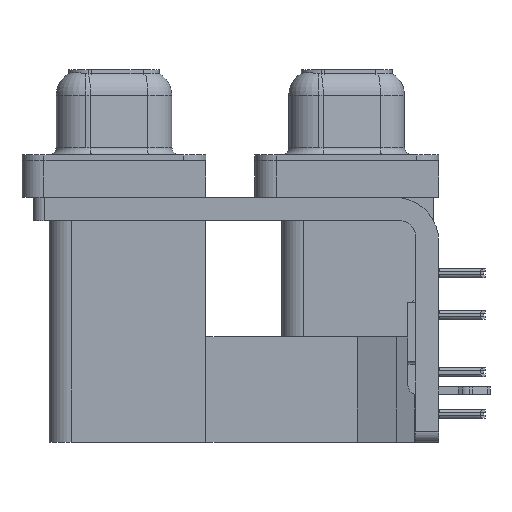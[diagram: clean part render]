
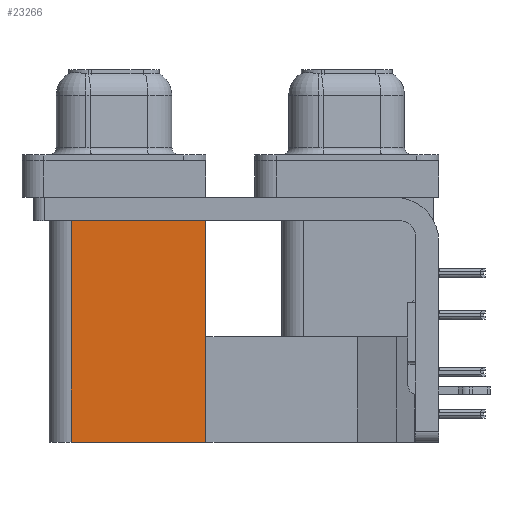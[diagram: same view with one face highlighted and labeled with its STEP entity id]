
A CAD part, left-side view. The second image highlights one B-rep face of the part: STEP entity #23266.
In plain terms, the highlighted planar face has unit normal (-1, 0, 0).
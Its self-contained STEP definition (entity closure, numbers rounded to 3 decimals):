
#153 = DIRECTION ( 'NONE',  ( 1., 0., 0. ) ) ;
#856 = VERTEX_POINT ( 'NONE', #14194 ) ;
#1043 = EDGE_CURVE ( 'NONE', #856, #24721, #4435, .T. ) ;
#2450 = DIRECTION ( 'NONE',  ( 0., 0., 1. ) ) ;
#3730 = FACE_OUTER_BOUND ( 'NONE', #33650, .T. ) ;
#4435 = LINE ( 'NONE', #42664, #29829 ) ;
#4479 = CARTESIAN_POINT ( 'NONE',  ( 3.79, 9.6, -2.5 ) ) ;
#4819 = CARTESIAN_POINT ( 'NONE',  ( 3.79, 9.6, -2.5 ) ) ;
#5772 = LINE ( 'NONE', #32900, #5806 ) ;
#5806 = VECTOR ( 'NONE', #2450, 1000. ) ;
#6759 = ORIENTED_EDGE ( 'NONE', *, *, #1043, .F. ) ;
#7593 = LINE ( 'NONE', #17816, #33294 ) ;
#11070 = ORIENTED_EDGE ( 'NONE', *, *, #39771, .T. ) ;
#12176 = DIRECTION ( 'NONE',  ( 0., 0., 1. ) ) ;
#14194 = CARTESIAN_POINT ( 'NONE',  ( 3.79, 18.8, -19.2 ) ) ;
#15994 = DIRECTION ( 'NONE',  ( 0., 1., 0. ) ) ;
#17048 = PLANE ( 'NONE',  #29712 ) ;
#17078 = EDGE_CURVE ( 'NONE', #30250, #24721, #18445, .T. ) ;
#17816 = CARTESIAN_POINT ( 'NONE',  ( 3.79, 9.6, -19.2 ) ) ;
#18445 = LINE ( 'NONE', #4479, #25930 ) ;
#23266 = ADVANCED_FACE ( 'NONE', ( #3730 ), #17048, .F. ) ;
#24132 = EDGE_CURVE ( 'NONE', #41431, #856, #7593, .T. ) ;
#24721 = VERTEX_POINT ( 'NONE', #35005 ) ;
#25930 = VECTOR ( 'NONE', #28016, 1000. ) ;
#26602 = CARTESIAN_POINT ( 'NONE',  ( 3.79, 9.6, -19.2 ) ) ;
#28016 = DIRECTION ( 'NONE',  ( 0., 1., 0. ) ) ;
#28302 = ORIENTED_EDGE ( 'NONE', *, *, #24132, .F. ) ;
#29712 = AXIS2_PLACEMENT_3D ( 'NONE', #30614, #153, #40846 ) ;
#29829 = VECTOR ( 'NONE', #12176, 1000. ) ;
#30250 = VERTEX_POINT ( 'NONE', #4819 ) ;
#30614 = CARTESIAN_POINT ( 'NONE',  ( 3.79, 9.6, -19.2 ) ) ;
#32900 = CARTESIAN_POINT ( 'NONE',  ( 3.79, 9.6, -19.2 ) ) ;
#33294 = VECTOR ( 'NONE', #15994, 1000. ) ;
#33650 = EDGE_LOOP ( 'NONE', ( #38076, #6759, #28302, #11070 ) ) ;
#35005 = CARTESIAN_POINT ( 'NONE',  ( 3.79, 18.8, -2.5 ) ) ;
#38076 = ORIENTED_EDGE ( 'NONE', *, *, #17078, .T. ) ;
#39771 = EDGE_CURVE ( 'NONE', #41431, #30250, #5772, .T. ) ;
#40846 = DIRECTION ( 'NONE',  ( 0., 1., 0. ) ) ;
#41431 = VERTEX_POINT ( 'NONE', #26602 ) ;
#42664 = CARTESIAN_POINT ( 'NONE',  ( 3.79, 18.8, -19.2 ) ) ;
